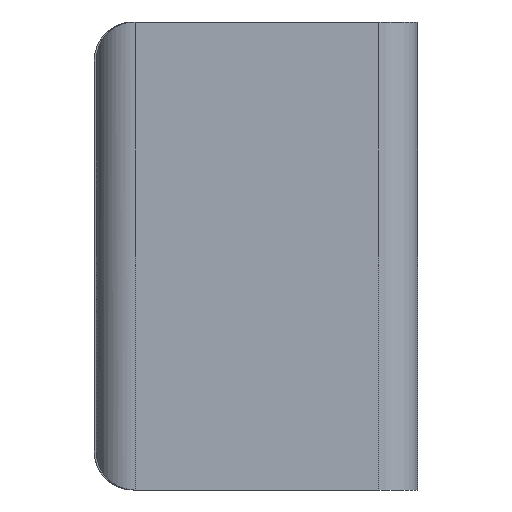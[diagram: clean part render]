
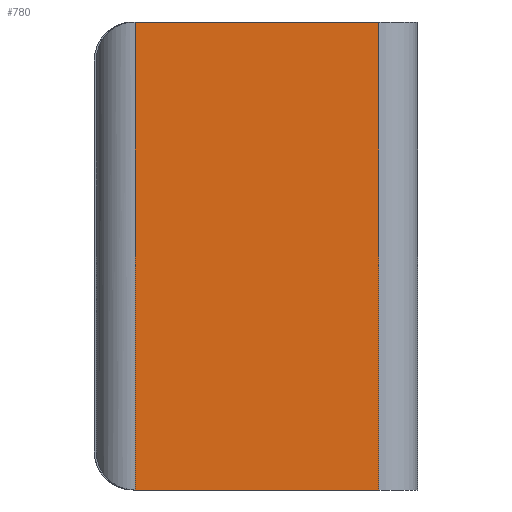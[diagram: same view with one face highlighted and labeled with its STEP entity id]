
A CAD part, front view. The second image highlights one B-rep face of the part: STEP entity #780.
In plain terms, the highlighted planar face has unit normal (0, -1, 0).
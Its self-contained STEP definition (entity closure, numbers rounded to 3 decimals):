
#20 = VECTOR ( 'NONE', #646, 1000. ) ;
#36 = DIRECTION ( 'NONE',  ( 1., 0., 0. ) ) ;
#43 = FACE_OUTER_BOUND ( 'NONE', #188, .T. ) ;
#74 = CARTESIAN_POINT ( 'NONE',  ( -364.371, 104.062, -12. ) ) ;
#76 = VECTOR ( 'NONE', #464, 1000. ) ;
#89 = ORIENTED_EDGE ( 'NONE', *, *, #285, .F. ) ;
#98 = ORIENTED_EDGE ( 'NONE', *, *, #194, .T. ) ;
#149 = VERTEX_POINT ( 'NONE', #624 ) ;
#169 = VERTEX_POINT ( 'NONE', #215 ) ;
#188 = EDGE_LOOP ( 'NONE', ( #887, #98, #89, #195 ) ) ;
#194 = EDGE_CURVE ( 'NONE', #149, #880, #759, .T. ) ;
#195 = ORIENTED_EDGE ( 'NONE', *, *, #386, .T. ) ;
#208 = LINE ( 'NONE', #74, #76 ) ;
#215 = CARTESIAN_POINT ( 'NONE',  ( -364.371, 104.062, 0. ) ) ;
#278 = VERTEX_POINT ( 'NONE', #582 ) ;
#279 = CARTESIAN_POINT ( 'NONE',  ( -365.371, 104.062, -12. ) ) ;
#285 = EDGE_CURVE ( 'NONE', #169, #880, #863, .T. ) ;
#306 = AXIS2_PLACEMENT_3D ( 'NONE', #461, #747, #683 ) ;
#313 = PLANE ( 'NONE',  #306 ) ;
#386 = EDGE_CURVE ( 'NONE', #169, #278, #208, .T. ) ;
#413 = CARTESIAN_POINT ( 'NONE',  ( -358.121, 104.062, -12. ) ) ;
#461 = CARTESIAN_POINT ( 'NONE',  ( -365.371, 104.062, -12. ) ) ;
#464 = DIRECTION ( 'NONE',  ( 0., 0., -1. ) ) ;
#495 = CARTESIAN_POINT ( 'NONE',  ( -365.371, 104.062, 0. ) ) ;
#550 = LINE ( 'NONE', #279, #881 ) ;
#582 = CARTESIAN_POINT ( 'NONE',  ( -364.371, 104.062, -12. ) ) ;
#612 = EDGE_CURVE ( 'NONE', #278, #149, #550, .T. ) ;
#624 = CARTESIAN_POINT ( 'NONE',  ( -358.121, 104.062, -12. ) ) ;
#646 = DIRECTION ( 'NONE',  ( 0., 0., 1. ) ) ;
#683 = DIRECTION ( 'NONE',  ( 0., 0., -1. ) ) ;
#739 = VECTOR ( 'NONE', #36, 1000. ) ;
#741 = CARTESIAN_POINT ( 'NONE',  ( -358.121, 104.062, 0. ) ) ;
#747 = DIRECTION ( 'NONE',  ( 0., -1., 0. ) ) ;
#759 = LINE ( 'NONE', #413, #20 ) ;
#776 = DIRECTION ( 'NONE',  ( 1., 0., 0. ) ) ;
#780 = ADVANCED_FACE ( 'NONE', ( #43 ), #313, .T. ) ;
#863 = LINE ( 'NONE', #495, #739 ) ;
#880 = VERTEX_POINT ( 'NONE', #741 ) ;
#881 = VECTOR ( 'NONE', #776, 1000. ) ;
#887 = ORIENTED_EDGE ( 'NONE', *, *, #612, .T. ) ;
